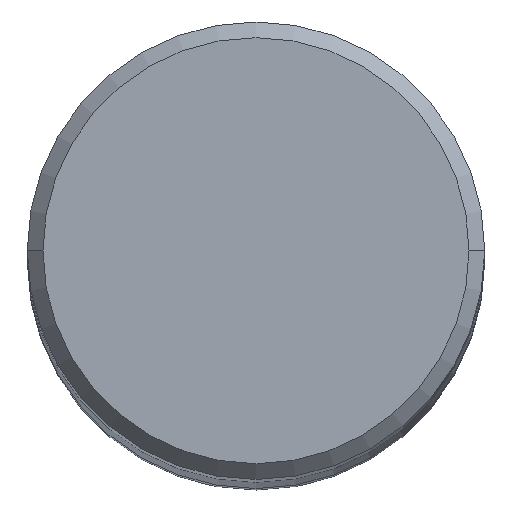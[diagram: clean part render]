
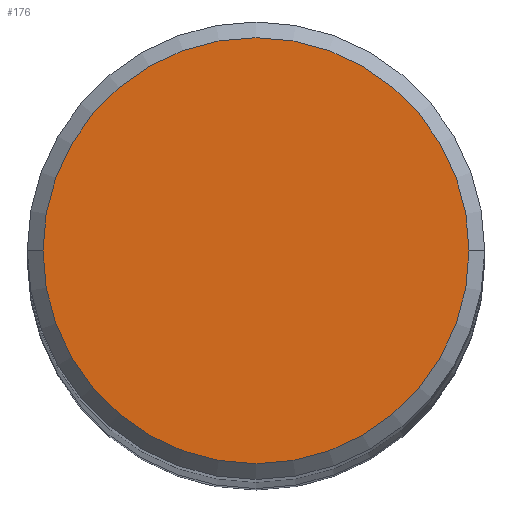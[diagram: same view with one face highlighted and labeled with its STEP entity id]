
A CAD part, top view. The second image highlights one B-rep face of the part: STEP entity #176.
In plain terms, the highlighted planar face has unit normal (0, 0, 1).
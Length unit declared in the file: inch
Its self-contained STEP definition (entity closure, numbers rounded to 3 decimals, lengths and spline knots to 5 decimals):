
#1 = CARTESIAN_POINT ( 'NONE',  ( 0., 0., 6. ) ) ;
#23 = CIRCLE ( 'NONE', #218, 0.20375 ) ;
#38 = EDGE_LOOP ( 'NONE', ( #399, #320 ) ) ;
#40 = EDGE_CURVE ( 'NONE', #309, #48, #393, .T. ) ;
#43 = CARTESIAN_POINT ( 'NONE',  ( 0.20375, 0., 6. ) ) ;
#46 = AXIS2_PLACEMENT_3D ( 'NONE', #283, #142, #92 ) ;
#48 = VERTEX_POINT ( 'NONE', #154 ) ;
#92 = DIRECTION ( 'NONE',  ( 1., 0., 0. ) ) ;
#104 = DIRECTION ( 'NONE',  ( 1., 0., 0. ) ) ;
#142 = DIRECTION ( 'NONE',  ( 0., 0., 1. ) ) ;
#154 = CARTESIAN_POINT ( 'NONE',  ( -0.20375, 0., 6. ) ) ;
#160 = PLANE ( 'NONE',  #389 ) ;
#165 = DIRECTION ( 'NONE',  ( 0., 0., 1. ) ) ;
#176 = ADVANCED_FACE ( 'NONE', ( #301 ), #160, .T. ) ;
#218 = AXIS2_PLACEMENT_3D ( 'NONE', #1, #296, #323 ) ;
#262 = EDGE_CURVE ( 'NONE', #48, #309, #23, .T. ) ;
#283 = CARTESIAN_POINT ( 'NONE',  ( 0., 0., 6. ) ) ;
#296 = DIRECTION ( 'NONE',  ( 0., 0., 1. ) ) ;
#301 = FACE_OUTER_BOUND ( 'NONE', #38, .T. ) ;
#309 = VERTEX_POINT ( 'NONE', #43 ) ;
#320 = ORIENTED_EDGE ( 'NONE', *, *, #40, .T. ) ;
#323 = DIRECTION ( 'NONE',  ( 1., 0., 0. ) ) ;
#347 = CARTESIAN_POINT ( 'NONE',  ( 0., 0., 6. ) ) ;
#389 = AXIS2_PLACEMENT_3D ( 'NONE', #347, #165, #104 ) ;
#393 = CIRCLE ( 'NONE', #46, 0.20375 ) ;
#399 = ORIENTED_EDGE ( 'NONE', *, *, #262, .T. ) ;
